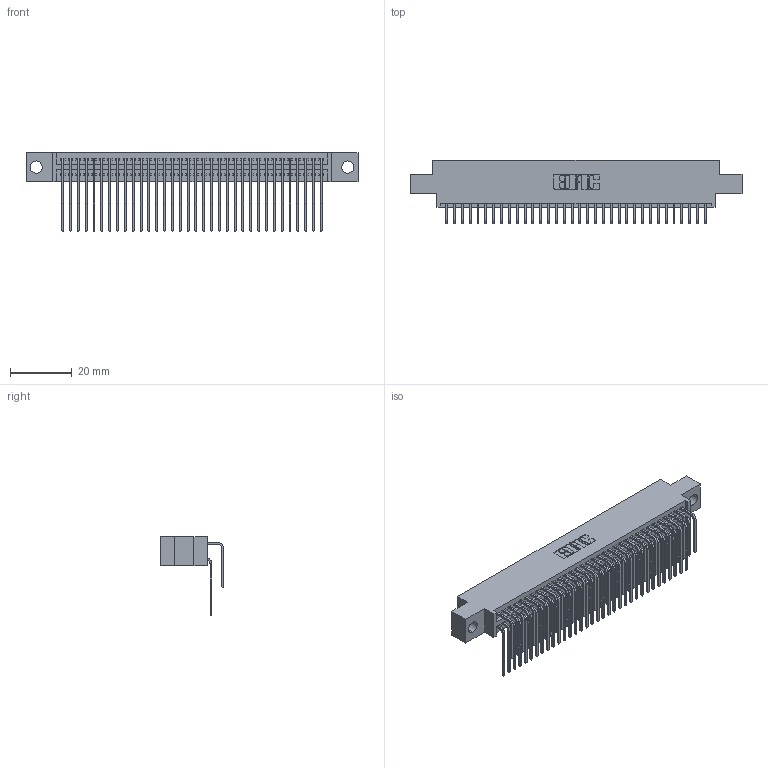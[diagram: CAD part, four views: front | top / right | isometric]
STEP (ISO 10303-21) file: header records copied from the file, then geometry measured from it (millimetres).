
FILE_DESCRIPTION (( 'STEP AP203' ), '1' );
FILE_NAME ('395-068-559-804.STEP', '2018-11-25T20:52:40', ( '' ), ( '' ), 'SwSTEP 2.0', 'SolidWorks 2016', '' );
FILE_SCHEMA (( 'CONFIG_CONTROL_DESIGN' ));
Length unit declared in the file: inch
Products named in the file (4): 395-068-559-804; 345-292-001_558 559 Tail - 1; 345 Part_0.170 Offset - 0.156 Dia-TH; 345-292-001_559 Tail - 2
Assembly tree (69 placements, depth 2):
  395-068-559-804
    345 Part_0.170 Offset - 0.156 Dia-TH
    345-292-001_558 559 Tail - 1  x34
    345-292-001_559 Tail - 2  x34
Bounding box: 107.57 x 20.56 x 25.53 mm (x, y, z)
Volume: 10566.1 mm3; surface area: 17266.8 mm2
Topology: 69 solids, 69 shells, 3666 faces, 10893 edges, 7170 vertices
Faces by surface type: plane 2464, cylinder 1202
Entity records: 29541 total; most frequent: CARTESIAN_POINT 5007, ORIENTED_EDGE 4890, DIRECTION 4397, EDGE_CURVE 2445, VECTOR 2137, LINE 2137, VERTEX_POINT 1626, AXIS2_PLACEMENT_3D 1130
